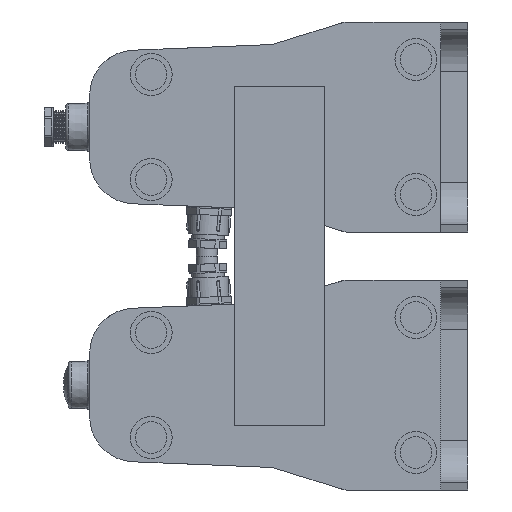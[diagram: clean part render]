
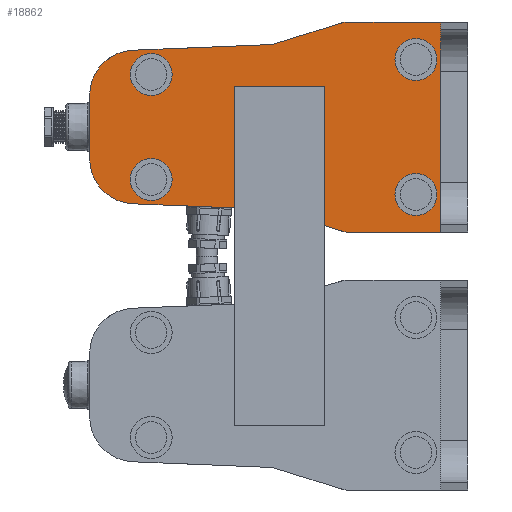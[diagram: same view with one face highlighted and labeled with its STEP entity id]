
A CAD part, front view. The second image highlights one B-rep face of the part: STEP entity #18862.
In plain terms, the highlighted planar face has unit normal (0, -1, 0).
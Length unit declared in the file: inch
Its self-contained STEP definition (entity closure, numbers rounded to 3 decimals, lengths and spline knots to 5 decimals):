
#468 = ORIENTED_EDGE ( 'NONE', *, *, #23413, .T. ) ;
#631 = LINE ( 'NONE', #5688, #28160 ) ;
#1123 = ORIENTED_EDGE ( 'NONE', *, *, #8219, .T. ) ;
#1368 = LINE ( 'NONE', #20145, #20469 ) ;
#1600 = VERTEX_POINT ( 'NONE', #32280 ) ;
#1916 = VECTOR ( 'NONE', #26885, 39.37008 ) ;
#2172 = VERTEX_POINT ( 'NONE', #45293 ) ;
#3747 = ORIENTED_EDGE ( 'NONE', *, *, #18316, .T. ) ;
#4024 = FACE_OUTER_BOUND ( 'NONE', #5716, .T. ) ;
#4326 = VERTEX_POINT ( 'NONE', #7491 ) ;
#4845 = EDGE_CURVE ( 'NONE', #4326, #10054, #33990, .T. ) ;
#5073 = CIRCLE ( 'NONE', #30173, 0.3937 ) ;
#5329 = PLANE ( 'NONE',  #33315 ) ;
#5346 = CARTESIAN_POINT ( 'NONE',  ( -9.92126, 0., 4.80315 ) ) ;
#5395 = DIRECTION ( 'NONE',  ( -1., 0., 0. ) ) ;
#5688 = CARTESIAN_POINT ( 'NONE',  ( -5.11811, 0., 8.93701 ) ) ;
#5716 = EDGE_LOOP ( 'NONE', ( #34261, #31305, #31057, #31763, #1123, #20085, #468, #3747, #42151, #29644, #12177, #14233 ) ) ;
#6177 = CARTESIAN_POINT ( 'NONE',  ( -0.70866, 0., 9.52756 ) ) ;
#6218 = DIRECTION ( 'NONE',  ( 0.954, 0., -0.299 ) ) ;
#7491 = CARTESIAN_POINT ( 'NONE',  ( -5.11811, 0., 4.6063 ) ) ;
#7662 = CARTESIAN_POINT ( 'NONE',  ( -9.92126, 0., 5.93684 ) ) ;
#7733 = EDGE_CURVE ( 'NONE', #26895, #1600, #631, .T. ) ;
#8105 = CARTESIAN_POINT ( 'NONE',  ( -8.74016, 0., 5.93684 ) ) ;
#8219 = EDGE_CURVE ( 'NONE', #16150, #2172, #42033, .T. ) ;
#8716 = EDGE_CURVE ( 'NONE', #1600, #16150, #27350, .T. ) ;
#8737 = CARTESIAN_POINT ( 'NONE',  ( -8.78852, 0., 8.78658 ) ) ;
#8805 = VECTOR ( 'NONE', #5395, 39.37008 ) ;
#9032 = CARTESIAN_POINT ( 'NONE',  ( -3.1748, 0., 4.40945 ) ) ;
#9545 = CARTESIAN_POINT ( 'NONE',  ( -3.1748, 0., 9.52756 ) ) ;
#10054 = VERTEX_POINT ( 'NONE', #22835 ) ;
#10990 = DIRECTION ( 'NONE',  ( 0., -1., 0. ) ) ;
#11261 = VECTOR ( 'NONE', #31927, 39.37008 ) ;
#11703 = DIRECTION ( 'NONE',  ( 0., 0., 1. ) ) ;
#12177 = ORIENTED_EDGE ( 'NONE', *, *, #17787, .F. ) ;
#12611 = DIRECTION ( 'NONE',  ( 0., 0., 1. ) ) ;
#12714 = DIRECTION ( 'NONE',  ( 0., 1., 0. ) ) ;
#14233 = ORIENTED_EDGE ( 'NONE', *, *, #41758, .T. ) ;
#14902 = AXIS2_PLACEMENT_3D ( 'NONE', #9032, #34065, #12611 ) ;
#15389 = CARTESIAN_POINT ( 'NONE',  ( -3.1748, 0., 4.01575 ) ) ;
#15938 = DIRECTION ( 'NONE',  ( -0.999, 0., -0.041 ) ) ;
#16150 = VERTEX_POINT ( 'NONE', #8737 ) ;
#16317 = CIRCLE ( 'NONE', #14902, 0.3937 ) ;
#16368 = DIRECTION ( 'NONE',  ( 0., 0., 1. ) ) ;
#17787 = EDGE_CURVE ( 'NONE', #38090, #24093, #45766, .T. ) ;
#17807 = VECTOR ( 'NONE', #15938, 39.37008 ) ;
#17842 = CARTESIAN_POINT ( 'NONE',  ( -3.1748, 0., 9.13386 ) ) ;
#18316 = EDGE_CURVE ( 'NONE', #39070, #4326, #38952, .T. ) ;
#18862 = ADVANCED_FACE ( 'NONE', ( #4024 ), #5329, .F. ) ;
#18925 = VECTOR ( 'NONE', #32708, 39.37008 ) ;
#20085 = ORIENTED_EDGE ( 'NONE', *, *, #30786, .F. ) ;
#20145 = CARTESIAN_POINT ( 'NONE',  ( -0.70866, 0., 9.52756 ) ) ;
#20469 = VECTOR ( 'NONE', #16368, 39.37008 ) ;
#21465 = DIRECTION ( 'NONE',  ( 0., 0., 1. ) ) ;
#22835 = CARTESIAN_POINT ( 'NONE',  ( -3.29262, 0., 4.03379 ) ) ;
#23413 = EDGE_CURVE ( 'NONE', #36909, #39070, #35668, .T. ) ;
#24093 = VERTEX_POINT ( 'NONE', #15389 ) ;
#26456 = LINE ( 'NONE', #38977, #11261 ) ;
#26885 = DIRECTION ( 'NONE',  ( 0.999, 0., -0.041 ) ) ;
#26895 = VERTEX_POINT ( 'NONE', #44726 ) ;
#27350 = LINE ( 'NONE', #37085, #17807 ) ;
#28001 = VERTEX_POINT ( 'NONE', #9545 ) ;
#28135 = AXIS2_PLACEMENT_3D ( 'NONE', #32410, #10990, #35995 ) ;
#28160 = VECTOR ( 'NONE', #30758, 39.37008 ) ;
#29261 = EDGE_CURVE ( 'NONE', #28001, #31326, #46322, .T. ) ;
#29644 = ORIENTED_EDGE ( 'NONE', *, *, #33187, .T. ) ;
#30173 = AXIS2_PLACEMENT_3D ( 'NONE', #17842, #42901, #21465 ) ;
#30490 = CARTESIAN_POINT ( 'NONE',  ( -9.92126, 0., 4.01575 ) ) ;
#30758 = DIRECTION ( 'NONE',  ( -0.954, 0., -0.299 ) ) ;
#30786 = EDGE_CURVE ( 'NONE', #36909, #2172, #26456, .T. ) ;
#31057 = ORIENTED_EDGE ( 'NONE', *, *, #7733, .T. ) ;
#31284 = CARTESIAN_POINT ( 'NONE',  ( -5.11811, 0., 4.6063 ) ) ;
#31305 = ORIENTED_EDGE ( 'NONE', *, *, #39812, .T. ) ;
#31326 = VERTEX_POINT ( 'NONE', #6177 ) ;
#31763 = ORIENTED_EDGE ( 'NONE', *, *, #8716, .T. ) ;
#31927 = DIRECTION ( 'NONE',  ( 0., 0., 1. ) ) ;
#32280 = CARTESIAN_POINT ( 'NONE',  ( -5.11811, 0., 8.93701 ) ) ;
#32410 = CARTESIAN_POINT ( 'NONE',  ( -8.74016, 0., 7.60647 ) ) ;
#32708 = DIRECTION ( 'NONE',  ( 1., 0., 0. ) ) ;
#32863 = CARTESIAN_POINT ( 'NONE',  ( -9.92126, 0., 9.52756 ) ) ;
#32894 = CARTESIAN_POINT ( 'NONE',  ( -0.70866, 0., 4.01575 ) ) ;
#33149 = DIRECTION ( 'NONE',  ( 0., -1., 0. ) ) ;
#33187 = EDGE_CURVE ( 'NONE', #10054, #24093, #16317, .T. ) ;
#33315 = AXIS2_PLACEMENT_3D ( 'NONE', #34156, #12714, #37788 ) ;
#33990 = LINE ( 'NONE', #31284, #43504 ) ;
#34065 = DIRECTION ( 'NONE',  ( 0., -1., 0. ) ) ;
#34156 = CARTESIAN_POINT ( 'NONE',  ( 0., 0., 9.52756 ) ) ;
#34261 = ORIENTED_EDGE ( 'NONE', *, *, #29261, .F. ) ;
#35668 = CIRCLE ( 'NONE', #39932, 1.1811 ) ;
#35995 = DIRECTION ( 'NONE',  ( 0., 0., 1. ) ) ;
#36909 = VERTEX_POINT ( 'NONE', #7662 ) ;
#37085 = CARTESIAN_POINT ( 'NONE',  ( -9.92126, 0., 8.74016 ) ) ;
#37788 = DIRECTION ( 'NONE',  ( 0., 0., 1. ) ) ;
#38090 = VERTEX_POINT ( 'NONE', #32894 ) ;
#38952 = LINE ( 'NONE', #5346, #1916 ) ;
#38977 = CARTESIAN_POINT ( 'NONE',  ( -9.92126, 0., 4.01575 ) ) ;
#39070 = VERTEX_POINT ( 'NONE', #44853 ) ;
#39812 = EDGE_CURVE ( 'NONE', #28001, #26895, #5073, .T. ) ;
#39932 = AXIS2_PLACEMENT_3D ( 'NONE', #8105, #33149, #11703 ) ;
#41758 = EDGE_CURVE ( 'NONE', #38090, #31326, #1368, .T. ) ;
#42033 = CIRCLE ( 'NONE', #28135, 1.1811 ) ;
#42151 = ORIENTED_EDGE ( 'NONE', *, *, #4845, .T. ) ;
#42901 = DIRECTION ( 'NONE',  ( 0., -1., 0. ) ) ;
#43504 = VECTOR ( 'NONE', #6218, 39.37008 ) ;
#44726 = CARTESIAN_POINT ( 'NONE',  ( -3.29262, 0., 9.50952 ) ) ;
#44853 = CARTESIAN_POINT ( 'NONE',  ( -8.78852, 0., 4.75673 ) ) ;
#45293 = CARTESIAN_POINT ( 'NONE',  ( -9.92126, 0., 7.60647 ) ) ;
#45766 = LINE ( 'NONE', #30490, #8805 ) ;
#46322 = LINE ( 'NONE', #32863, #18925 ) ;
